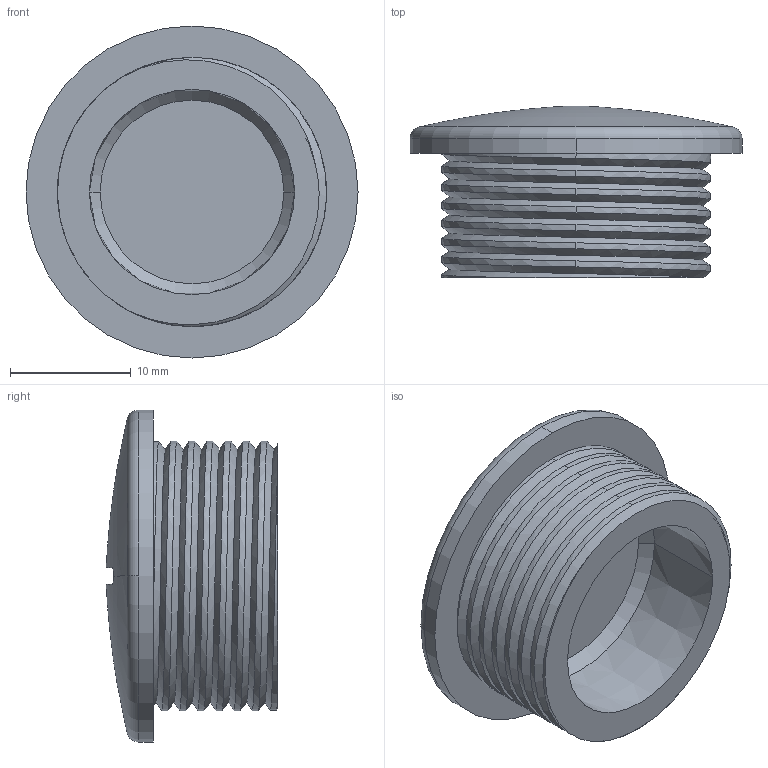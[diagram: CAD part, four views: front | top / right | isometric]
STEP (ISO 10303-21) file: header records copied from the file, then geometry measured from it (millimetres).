
FILE_DESCRIPTION (( 'STEP AP203' ), '1' );
FILE_NAME ('9094.STEP', '2020-07-28T17:33:10', ( '' ), ( '' ), 'SwSTEP 2.0', 'SolidWorks 2011', '' );
FILE_SCHEMA (( 'CONFIG_CONTROL_DESIGN' ));
Length unit declared in the file: millimetre
Products named in the file (1): 9094
Bounding box: 27.5 x 14.21 x 27.5 mm (x, y, z)
Volume: 3778.7 mm3; surface area: 2807.6 mm2
Topology: 1 solids, 1 shells, 36 faces, 92 edges, 60 vertices
Faces by surface type: cylinder 19, plane 7, torus 4, cone 4, bspline 2
Entity records: 2056 total; most frequent: CARTESIAN_POINT 1199, ORIENTED_EDGE 184, DIRECTION 145, EDGE_CURVE 92, VERTEX_POINT 60, AXIS2_PLACEMENT_3D 58, EDGE_LOOP 38, ADVANCED_FACE 36
